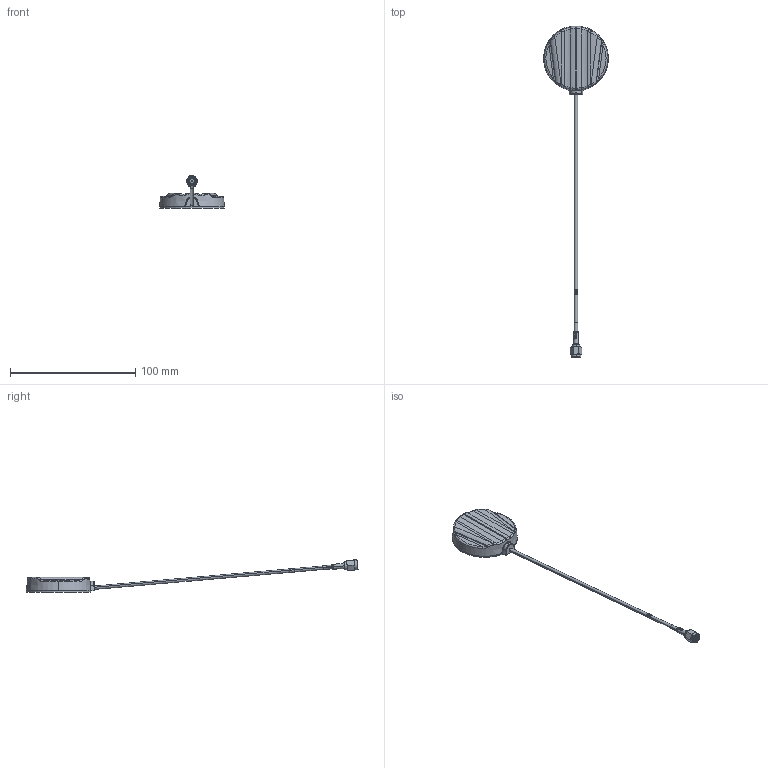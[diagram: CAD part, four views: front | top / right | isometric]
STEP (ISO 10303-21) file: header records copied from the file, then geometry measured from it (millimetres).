
FILE_DESCRIPTION (( 'STEP AP214' ), '1' );
FILE_NAME ('WA.500w.301151.STEP', '2019-07-09T07:07:20', ( '' ), ( '' ), 'SwSTEP 2.0', 'SolidWorks 2017', '' );
FILE_SCHEMA (( 'AUTOMOTIVE_DESIGN' ));
Length unit declared in the file: millimetre
Products named in the file (1): WA.500w.301151
Bounding box: 51.7 x 265 x 25.76 mm (x, y, z)
Surface area: 10755.7 mm2 (no closed solid volume)
Topology: 0 solids, 20 shells, 159 faces, 621 edges, 480 vertices
Faces by surface type: cylinder 65, bspline 43, plane 35, cone 8, torus 8
Entity records: 17597 total; most frequent: CARTESIAN_POINT 11511, ORIENTED_EDGE 924, DIRECTION 688, EDGE_CURVE 621, VERTEX_POINT 480, AXIS2_PLACEMENT_3D 273, B_SPLINE_CURVE_WITH_KNOTS 189, EDGE_LOOP 183
